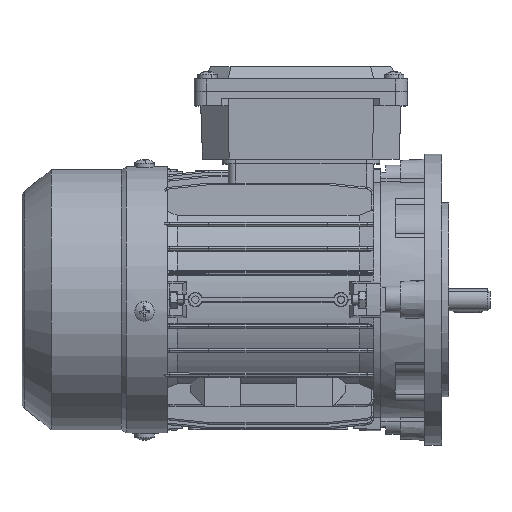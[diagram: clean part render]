
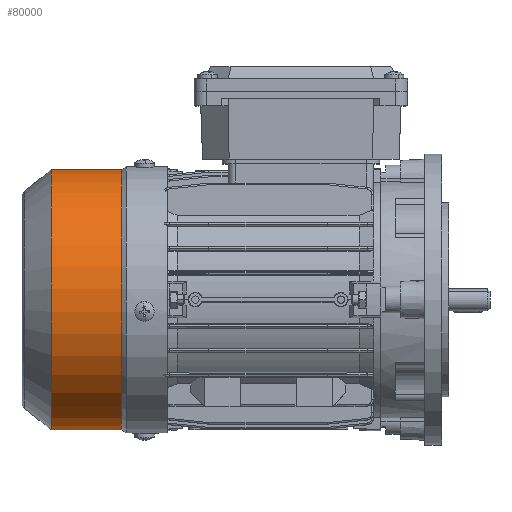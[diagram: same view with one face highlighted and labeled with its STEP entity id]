
A CAD part, top view. The second image highlights one B-rep face of the part: STEP entity #80000.
In plain terms, the highlighted cylindrical face has radius 53.8 mm (diameter 107.6 mm), a partial arc.
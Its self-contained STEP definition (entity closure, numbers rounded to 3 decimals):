
#14717 = CARTESIAN_POINT ( 'NONE',  ( 19., 0., -53.8 ) ) ;
#14722 = CARTESIAN_POINT ( 'NONE',  ( 19., 0., 53.8 ) ) ;
#14723 = DIRECTION ( 'NONE',  ( 0., 0., 1. ) ) ;
#14724 = DIRECTION ( 'NONE',  ( -1., 0., 0. ) ) ;
#14725 = CARTESIAN_POINT ( 'NONE',  ( 19., 0., 0. ) ) ;
#14726 = AXIS2_PLACEMENT_3D ( 'NONE', #14725, #14724, #14723 ) ;
#14727 = CIRCLE ( 'NONE', #14726, 53.8 ) ;
#14760 = AXIS2_PLACEMENT_3D ( 'NONE', #14762, #14822, #14821 ) ;
#14761 = CYLINDRICAL_SURFACE ( 'NONE', #14760, 53.8 ) ;
#14762 = CARTESIAN_POINT ( 'NONE',  ( 0., 0., 0. ) ) ;
#14763 = FACE_OUTER_BOUND ( 'NONE', #79949, .T. ) ;
#14800 = DIRECTION ( 'NONE',  ( -1., 0., 0. ) ) ;
#14801 = VECTOR ( 'NONE', #14800, 1000. ) ;
#14802 = CARTESIAN_POINT ( 'NONE',  ( 0., 0., -53.8 ) ) ;
#14803 = LINE ( 'NONE', #14802, #14801 ) ;
#14808 = CARTESIAN_POINT ( 'NONE',  ( 48., 0., -53.8 ) ) ;
#14810 = CARTESIAN_POINT ( 'NONE',  ( 48., 0., 53.8 ) ) ;
#14816 = DIRECTION ( 'NONE',  ( 0., 0., 1. ) ) ;
#14817 = DIRECTION ( 'NONE',  ( -1., 0., 0. ) ) ;
#14818 = CARTESIAN_POINT ( 'NONE',  ( 48., 0., 0. ) ) ;
#14819 = AXIS2_PLACEMENT_3D ( 'NONE', #14818, #14817, #14816 ) ;
#14820 = CIRCLE ( 'NONE', #14819, 53.8 ) ;
#14821 = DIRECTION ( 'NONE',  ( 0., 0., 1. ) ) ;
#14822 = DIRECTION ( 'NONE',  ( -1., 0., 0. ) ) ;
#14847 = DIRECTION ( 'NONE',  ( -1., 0., 0. ) ) ;
#14848 = VECTOR ( 'NONE', #14847, 1000. ) ;
#14849 = CARTESIAN_POINT ( 'NONE',  ( 0., 0., 53.8 ) ) ;
#14850 = LINE ( 'NONE', #14849, #14848 ) ;
#79922 = EDGE_CURVE ( 'NONE', #79924, #79929, #14727, .T. ) ;
#79924 = VERTEX_POINT ( 'NONE', #14722 ) ;
#79929 = VERTEX_POINT ( 'NONE', #14717 ) ;
#79949 = EDGE_LOOP ( 'NONE', ( #80002, #80015, #80020, #80026 ) ) ;
#80000 = ADVANCED_FACE ( 'NONE', ( #14763 ), #14761, .T. ) ;
#80002 = ORIENTED_EDGE ( 'NONE', *, *, #80004, .T. ) ;
#80004 = EDGE_CURVE ( 'NONE', #80006, #80010, #14820, .T. ) ;
#80006 = VERTEX_POINT ( 'NONE', #14810 ) ;
#80010 = VERTEX_POINT ( 'NONE', #14808 ) ;
#80015 = ORIENTED_EDGE ( 'NONE', *, *, #80018, .T. ) ;
#80018 = EDGE_CURVE ( 'NONE', #80010, #79929, #14803, .T. ) ;
#80020 = ORIENTED_EDGE ( 'NONE', *, *, #79922, .F. ) ;
#80026 = ORIENTED_EDGE ( 'NONE', *, *, #80029, .F. ) ;
#80029 = EDGE_CURVE ( 'NONE', #80006, #79924, #14850, .T. ) ;
